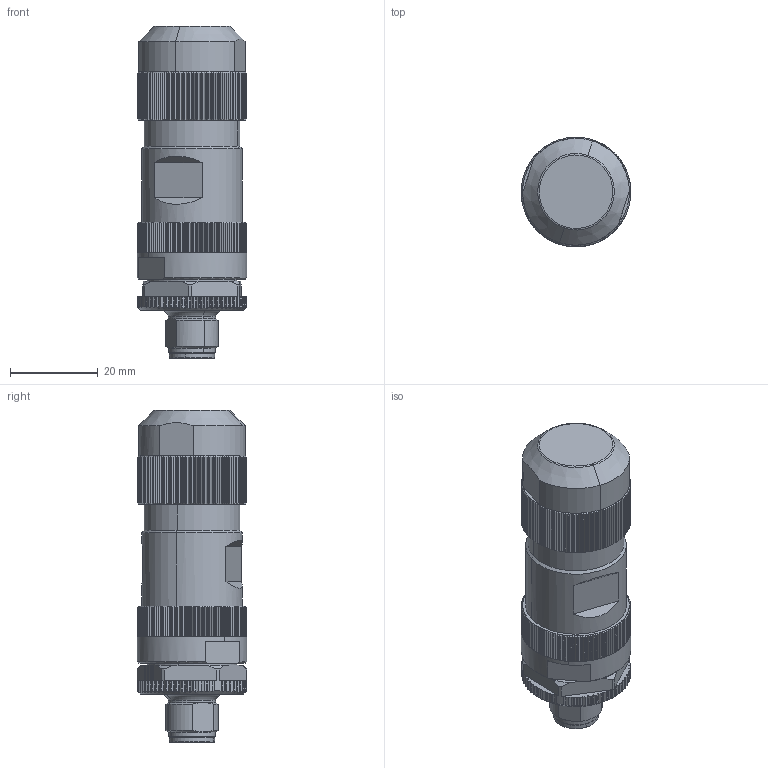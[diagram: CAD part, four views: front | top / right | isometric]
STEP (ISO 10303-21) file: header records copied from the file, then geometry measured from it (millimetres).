
FILE_DESCRIPTION(('CATIA V5 STEP Exchange','CAx-IF Rec.Pracs.--- Model Styling and Organization---1.4--- 2014-01-23'),'2;1');
FILE_NAME ('1167002-1_0', '2023-02-08T11:16:33+00:00', ('none'), ('Weidmueller'), 'CATIA Version 5-6 Release 2016 SP3 HF44', 'CATIA V5 STEP AP214', 'none');
FILE_SCHEMA(('AUTOMOTIVE_DESIGN { 1 0 10303 214 1 1 1 1 }'));
Length unit declared in the file: millimetre
Products named in the file (1): 2703510000
Bounding box: 25 x 25 x 75.8 mm (x, y, z)
Volume: 28913.7 mm3; surface area: 8383.9 mm2
Topology: 2 solids, 2 shells, 1274 faces, 3722 edges, 2451 vertices
Faces by surface type: plane 850, cylinder 369, cone 30, torus 15, sphere 10
Entity records: 43617 total; most frequent: CARTESIAN_POINT 12465, ORIENTED_EDGE 7412, DIRECTION 4993, EDGE_CURVE 3706, VERTEX_POINT 2451, AXIS2_PLACEMENT_3D 2031, VECTOR 1690, LINE 1690
